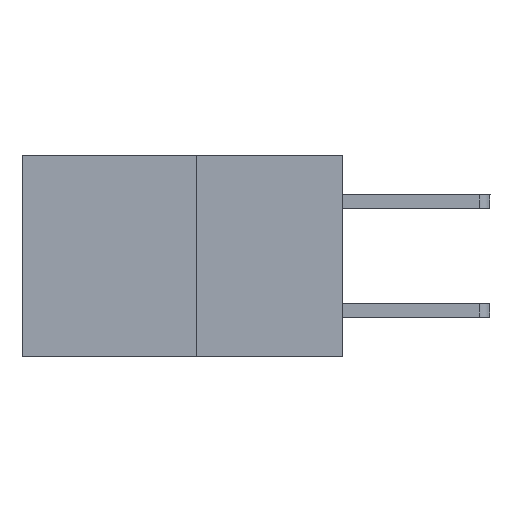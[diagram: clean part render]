
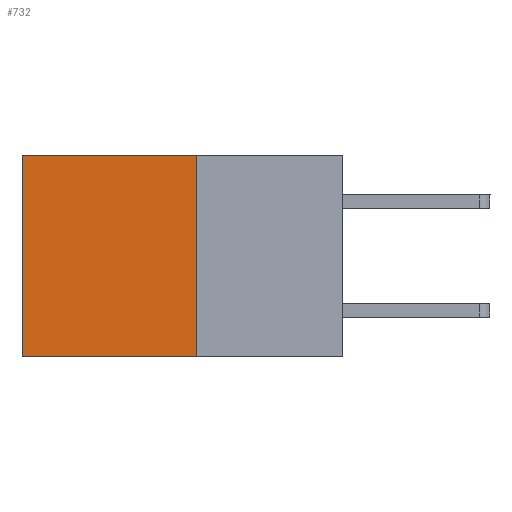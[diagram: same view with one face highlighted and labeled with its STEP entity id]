
A CAD part, left-side view. The second image highlights one B-rep face of the part: STEP entity #732.
In plain terms, the highlighted planar face has unit normal (-1, 0, 0).
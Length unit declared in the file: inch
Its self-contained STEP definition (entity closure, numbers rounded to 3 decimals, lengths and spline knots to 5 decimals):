
#242 = PLANE ( 'NONE',  #9498 ) ;
#403 = VECTOR ( 'NONE', #10392, 39.37008 ) ;
#732 = ADVANCED_FACE ( 'NONE', ( #10071 ), #242, .F. ) ;
#1218 = EDGE_CURVE ( 'NONE', #10498, #2121, #10667, .T. ) ;
#1422 = DIRECTION ( 'NONE',  ( 1., 0., 0. ) ) ;
#1569 = DIRECTION ( 'NONE',  ( 0., 0., -1. ) ) ;
#2121 = VERTEX_POINT ( 'NONE', #4390 ) ;
#2733 = EDGE_LOOP ( 'NONE', ( #8340, #10620, #4200, #11373 ) ) ;
#2881 = CARTESIAN_POINT ( 'NONE',  ( 0.277, 0.27, -0.37 ) ) ;
#4200 = ORIENTED_EDGE ( 'NONE', *, *, #1218, .F. ) ;
#4390 = CARTESIAN_POINT ( 'NONE',  ( 0.277, 0.27, -0.37 ) ) ;
#5292 = CARTESIAN_POINT ( 'NONE',  ( 0.277, 0.59, -0.37 ) ) ;
#5367 = CARTESIAN_POINT ( 'NONE',  ( 0.277, 0.27, 0. ) ) ;
#5574 = DIRECTION ( 'NONE',  ( 0., 1., 0. ) ) ;
#5829 = CARTESIAN_POINT ( 'NONE',  ( 0.277, 0.27, 0. ) ) ;
#6019 = CARTESIAN_POINT ( 'NONE',  ( 0.277, 0.59, -0.37 ) ) ;
#6200 = VECTOR ( 'NONE', #10722, 39.37008 ) ;
#6306 = EDGE_CURVE ( 'NONE', #10498, #10657, #9522, .T. ) ;
#6611 = EDGE_CURVE ( 'NONE', #10657, #7938, #8455, .T. ) ;
#7267 = VECTOR ( 'NONE', #8420, 39.37008 ) ;
#7474 = VECTOR ( 'NONE', #5574, 39.37008 ) ;
#7936 = CARTESIAN_POINT ( 'NONE',  ( 0.277, 0.27, -0.37 ) ) ;
#7938 = VERTEX_POINT ( 'NONE', #6019 ) ;
#8232 = CARTESIAN_POINT ( 'NONE',  ( 0.277, 0.27, -0.37 ) ) ;
#8340 = ORIENTED_EDGE ( 'NONE', *, *, #6611, .T. ) ;
#8420 = DIRECTION ( 'NONE',  ( 0., 1., 0. ) ) ;
#8455 = LINE ( 'NONE', #5292, #403 ) ;
#9498 = AXIS2_PLACEMENT_3D ( 'NONE', #7936, #1422, #1569 ) ;
#9522 = LINE ( 'NONE', #5829, #7267 ) ;
#9562 = EDGE_CURVE ( 'NONE', #2121, #7938, #9733, .T. ) ;
#9723 = CARTESIAN_POINT ( 'NONE',  ( 0.277, 0.59, 0. ) ) ;
#9733 = LINE ( 'NONE', #2881, #7474 ) ;
#10071 = FACE_OUTER_BOUND ( 'NONE', #2733, .T. ) ;
#10392 = DIRECTION ( 'NONE',  ( 0., 0., -1. ) ) ;
#10498 = VERTEX_POINT ( 'NONE', #5367 ) ;
#10620 = ORIENTED_EDGE ( 'NONE', *, *, #9562, .F. ) ;
#10657 = VERTEX_POINT ( 'NONE', #9723 ) ;
#10667 = LINE ( 'NONE', #8232, #6200 ) ;
#10722 = DIRECTION ( 'NONE',  ( 0., 0., -1. ) ) ;
#11373 = ORIENTED_EDGE ( 'NONE', *, *, #6306, .T. ) ;
